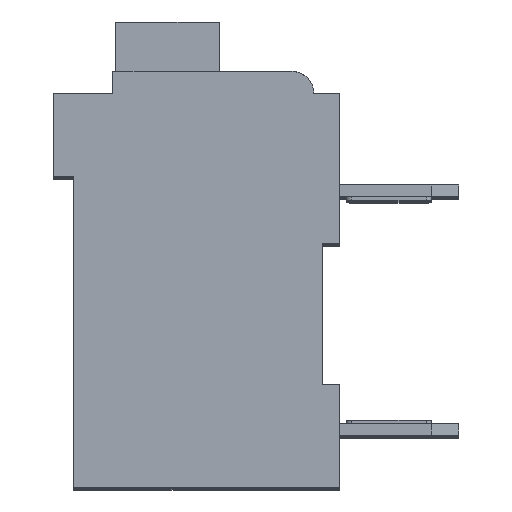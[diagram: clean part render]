
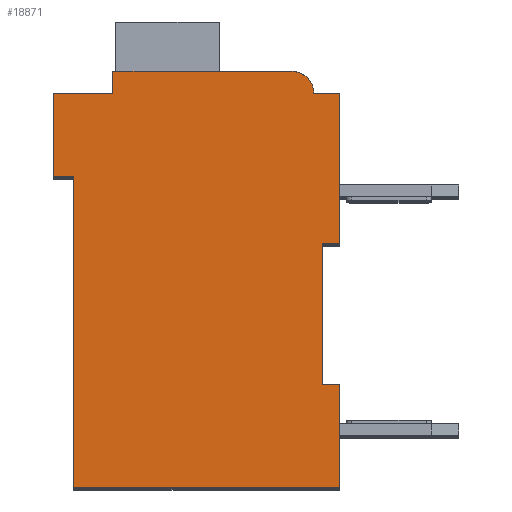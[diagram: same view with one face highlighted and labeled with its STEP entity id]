
A CAD part, top view. The second image highlights one B-rep face of the part: STEP entity #18871.
In plain terms, the highlighted planar face has unit normal (0, 0, 1).
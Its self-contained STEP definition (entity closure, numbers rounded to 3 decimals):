
#3442=DIRECTION('',(1.,0.,0.));
#3443=VECTOR('',#3442,0.5);
#3444=CARTESIAN_POINT('',(7.3,7.15,2.1));
#3445=LINE('',#3444,#3443);
#3446=DIRECTION('',(0.,1.,0.));
#3447=VECTOR('',#3446,4.15);
#3448=CARTESIAN_POINT('',(7.3,3.,2.1));
#3449=LINE('',#3448,#3447);
#3450=DIRECTION('',(-1.,0.,0.));
#3451=VECTOR('',#3450,0.5);
#3452=CARTESIAN_POINT('',(7.8,3.,2.1));
#3453=LINE('',#3452,#3451);
#3454=DIRECTION('',(0.,1.,0.));
#3455=VECTOR('',#3454,3.);
#3456=CARTESIAN_POINT('',(7.8,0.,2.1));
#3457=LINE('',#3456,#3455);
#3458=DIRECTION('',(1.,0.,0.));
#3459=VECTOR('',#3458,7.8);
#3460=CARTESIAN_POINT('',(0.,0.,2.1));
#3461=LINE('',#3460,#3459);
#3462=DIRECTION('',(0.,-1.,0.));
#3463=VECTOR('',#3462,9.1);
#3464=CARTESIAN_POINT('',(0.,9.1,2.1));
#3465=LINE('',#3464,#3463);
#3466=DIRECTION('',(1.,0.,0.));
#3467=VECTOR('',#3466,0.6);
#3468=CARTESIAN_POINT('',(-0.6,9.1,2.1));
#3469=LINE('',#3468,#3467);
#3470=DIRECTION('',(0.,-1.,0.));
#3471=VECTOR('',#3470,2.45);
#3472=CARTESIAN_POINT('',(-0.6,11.55,2.1));
#3473=LINE('',#3472,#3471);
#3474=DIRECTION('',(-1.,0.,0.));
#3475=VECTOR('',#3474,1.75);
#3476=CARTESIAN_POINT('',(1.15,11.55,2.1));
#3477=LINE('',#3476,#3475);
#3478=DIRECTION('',(0.,-1.,0.));
#3479=VECTOR('',#3478,0.65);
#3480=CARTESIAN_POINT('',(1.15,12.2,2.1));
#3481=LINE('',#3480,#3479);
#3482=DIRECTION('',(-1.,0.,0.));
#3483=VECTOR('',#3482,5.25);
#3484=CARTESIAN_POINT('',(6.4,12.2,2.1));
#3485=LINE('',#3484,#3483);
#3486=CARTESIAN_POINT('',(6.4,11.55,2.1));
#3487=DIRECTION('',(0.,0.,1.));
#3488=DIRECTION('',(1.,0.,0.));
#3489=AXIS2_PLACEMENT_3D('',#3486,#3487,#3488);
#3491=DIRECTION('',(-1.,0.,0.));
#3492=VECTOR('',#3491,0.75);
#3493=CARTESIAN_POINT('',(7.8,11.55,2.1));
#3494=LINE('',#3493,#3492);
#3495=DIRECTION('',(0.,1.,0.));
#3496=VECTOR('',#3495,4.4);
#3497=CARTESIAN_POINT('',(7.8,7.15,2.1));
#3498=LINE('',#3497,#3496);
#12171=CARTESIAN_POINT('',(7.3,7.15,2.1));
#12172=CARTESIAN_POINT('',(7.8,7.15,2.1));
#12173=VERTEX_POINT('',#12171);
#12174=VERTEX_POINT('',#12172);
#12175=CARTESIAN_POINT('',(7.8,11.55,2.1));
#12176=VERTEX_POINT('',#12175);
#12177=CARTESIAN_POINT('',(7.05,11.55,2.1));
#12178=VERTEX_POINT('',#12177);
#12179=CARTESIAN_POINT('',(6.4,12.2,2.1));
#12180=VERTEX_POINT('',#12179);
#12181=CARTESIAN_POINT('',(1.15,12.2,2.1));
#12182=VERTEX_POINT('',#12181);
#12183=CARTESIAN_POINT('',(1.15,11.55,2.1));
#12184=VERTEX_POINT('',#12183);
#12185=CARTESIAN_POINT('',(-0.6,11.55,2.1));
#12186=VERTEX_POINT('',#12185);
#12187=CARTESIAN_POINT('',(-0.6,9.1,2.1));
#12188=VERTEX_POINT('',#12187);
#12189=CARTESIAN_POINT('',(0.,9.1,2.1));
#12190=VERTEX_POINT('',#12189);
#12191=CARTESIAN_POINT('',(0.,0.,2.1));
#12192=VERTEX_POINT('',#12191);
#12193=CARTESIAN_POINT('',(7.8,0.,2.1));
#12194=VERTEX_POINT('',#12193);
#12195=CARTESIAN_POINT('',(7.8,3.,2.1));
#12196=VERTEX_POINT('',#12195);
#12197=CARTESIAN_POINT('',(7.3,3.,2.1));
#12198=VERTEX_POINT('',#12197);
#18847=CARTESIAN_POINT('',(0.,0.,2.1));
#18848=DIRECTION('',(0.,0.,1.));
#18849=DIRECTION('',(1.,0.,0.));
#18850=AXIS2_PLACEMENT_3D('',#18847,#18848,#18849);
#18851=PLANE('',#18850);
#18852=ORIENTED_EDGE('',*,*,#15988,.F.);
#18853=ORIENTED_EDGE('',*,*,#16610,.F.);
#18855=ORIENTED_EDGE('',*,*,#18854,.F.);
#18857=ORIENTED_EDGE('',*,*,#18856,.F.);
#18859=ORIENTED_EDGE('',*,*,#18858,.F.);
#18860=ORIENTED_EDGE('',*,*,#17092,.F.);
#18861=ORIENTED_EDGE('',*,*,#17220,.F.);
#18862=ORIENTED_EDGE('',*,*,#17449,.F.);
#18863=ORIENTED_EDGE('',*,*,#17683,.F.);
#18864=ORIENTED_EDGE('',*,*,#17752,.F.);
#18865=ORIENTED_EDGE('',*,*,#18109,.F.);
#18866=ORIENTED_EDGE('',*,*,#18635,.F.);
#18867=ORIENTED_EDGE('',*,*,#18507,.F.);
#18868=ORIENTED_EDGE('',*,*,#16326,.F.);
#18869=EDGE_LOOP('',(#18852,#18853,#18855,#18857,#18859,#18860,#18861,#18862,
#18863,#18864,#18865,#18866,#18867,#18868));
#18870=FACE_OUTER_BOUND('',#18869,.F.);
#3490=CIRCLE('',#3489,0.65);
#15988=EDGE_CURVE('',#12173,#12174,#3445,.T.);
#16326=EDGE_CURVE('',#12174,#12176,#3498,.T.);
#16610=EDGE_CURVE('',#12198,#12173,#3449,.T.);
#17092=EDGE_CURVE('',#12190,#12192,#3465,.T.);
#17220=EDGE_CURVE('',#12188,#12190,#3469,.T.);
#17449=EDGE_CURVE('',#12186,#12188,#3473,.T.);
#17683=EDGE_CURVE('',#12184,#12186,#3477,.T.);
#17752=EDGE_CURVE('',#12182,#12184,#3481,.T.);
#18109=EDGE_CURVE('',#12180,#12182,#3485,.T.);
#18507=EDGE_CURVE('',#12176,#12178,#3494,.T.);
#18635=EDGE_CURVE('',#12178,#12180,#3490,.T.);
#18854=EDGE_CURVE('',#12196,#12198,#3453,.T.);
#18856=EDGE_CURVE('',#12194,#12196,#3457,.T.);
#18858=EDGE_CURVE('',#12192,#12194,#3461,.T.);
#18871=ADVANCED_FACE('',(#18870),#18851,.T.);
